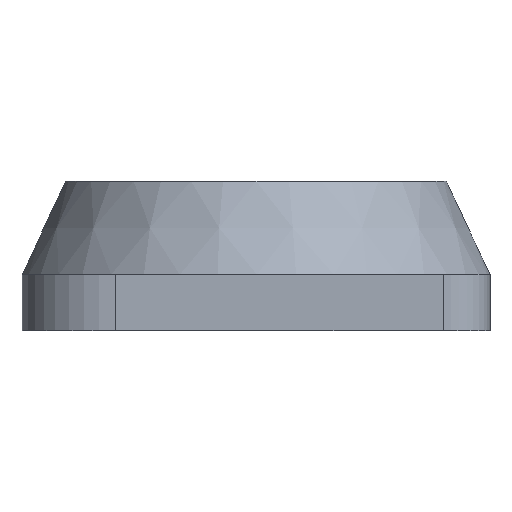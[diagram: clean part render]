
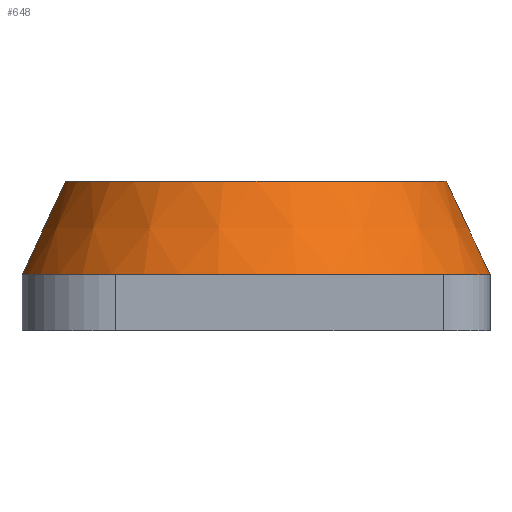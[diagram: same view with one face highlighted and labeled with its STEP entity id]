
A CAD part, front view. The second image highlights one B-rep face of the part: STEP entity #648.
In plain terms, the highlighted conical face has half-angle 25 degrees and reference radius 75 mm.
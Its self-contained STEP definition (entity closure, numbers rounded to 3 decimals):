
#65 = VERTEX_POINT('',#66);
#66 = CARTESIAN_POINT('',(72.231,20.192,18.));
#96 = VERTEX_POINT('',#97);
#97 = CARTESIAN_POINT('',(-72.231,20.192,18.));
#272 = EDGE_CURVE('',#65,#96,#273,.T.);
#273 = CIRCLE('',#274,75.);
#274 = AXIS2_PLACEMENT_3D('',#275,#276,#277);
#275 = CARTESIAN_POINT('',(0.,0.,18.));
#276 = DIRECTION('',(0.,0.,1.));
#277 = DIRECTION('',(1.,0.,0.));
#299 = VERTEX_POINT('',#300);
#300 = CARTESIAN_POINT('',(75.,0.,18.));
#306 = EDGE_CURVE('',#299,#65,#307,.T.);
#307 = CIRCLE('',#308,75.);
#308 = AXIS2_PLACEMENT_3D('',#309,#310,#311);
#309 = CARTESIAN_POINT('',(0.,0.,18.));
#310 = DIRECTION('',(0.,0.,1.));
#311 = DIRECTION('',(1.,0.,0.));
#324 = EDGE_CURVE('',#96,#325,#327,.T.);
#325 = VERTEX_POINT('',#326);
#326 = CARTESIAN_POINT('',(25.,-70.711,18.));
#327 = CIRCLE('',#328,75.);
#328 = AXIS2_PLACEMENT_3D('',#329,#330,#331);
#329 = CARTESIAN_POINT('',(0.,0.,18.));
#330 = DIRECTION('',(0.,0.,1.));
#331 = DIRECTION('',(1.,0.,0.));
#648 = ADVANCED_FACE('',(#649),#676,.T.);
#649 = FACE_BOUND('',#650,.T.);
#650 = EDGE_LOOP('',(#651,#658,#659,#660,#661,#668,#669));
#651 = ORIENTED_EDGE('',*,*,#652,.F.);
#652 = EDGE_CURVE('',#299,#653,#655,.T.);
#653 = VERTEX_POINT('',#654);
#654 = CARTESIAN_POINT('',(61.011,0.,48.));
#655 = B_SPLINE_CURVE_WITH_KNOTS('',1,(#656,#657),.UNSPECIFIED.,.F.,.F.,
  (2,2),(0.,1.),.PIECEWISE_BEZIER_KNOTS.);
#656 = CARTESIAN_POINT('',(75.,0.,18.));
#657 = CARTESIAN_POINT('',(61.011,0.,48.));
#658 = ORIENTED_EDGE('',*,*,#306,.T.);
#659 = ORIENTED_EDGE('',*,*,#272,.T.);
#660 = ORIENTED_EDGE('',*,*,#324,.T.);
#661 = ORIENTED_EDGE('',*,*,#662,.T.);
#662 = EDGE_CURVE('',#325,#299,#663,.T.);
#663 = CIRCLE('',#664,75.);
#664 = AXIS2_PLACEMENT_3D('',#665,#666,#667);
#665 = CARTESIAN_POINT('',(0.,0.,18.));
#666 = DIRECTION('',(0.,0.,1.));
#667 = DIRECTION('',(1.,0.,0.));
#668 = ORIENTED_EDGE('',*,*,#652,.T.);
#669 = ORIENTED_EDGE('',*,*,#670,.F.);
#670 = EDGE_CURVE('',#653,#653,#671,.T.);
#671 = CIRCLE('',#672,61.011);
#672 = AXIS2_PLACEMENT_3D('',#673,#674,#675);
#673 = CARTESIAN_POINT('',(0.,0.,48.));
#674 = DIRECTION('',(0.,0.,1.));
#675 = DIRECTION('',(1.,0.,0.));
#676 = CONICAL_SURFACE('',#677,75.,0.436);
#677 = AXIS2_PLACEMENT_3D('',#678,#679,#680);
#678 = CARTESIAN_POINT('',(0.,0.,18.));
#679 = DIRECTION('',(-0.,-0.,-1.));
#680 = DIRECTION('',(1.,0.,0.));
